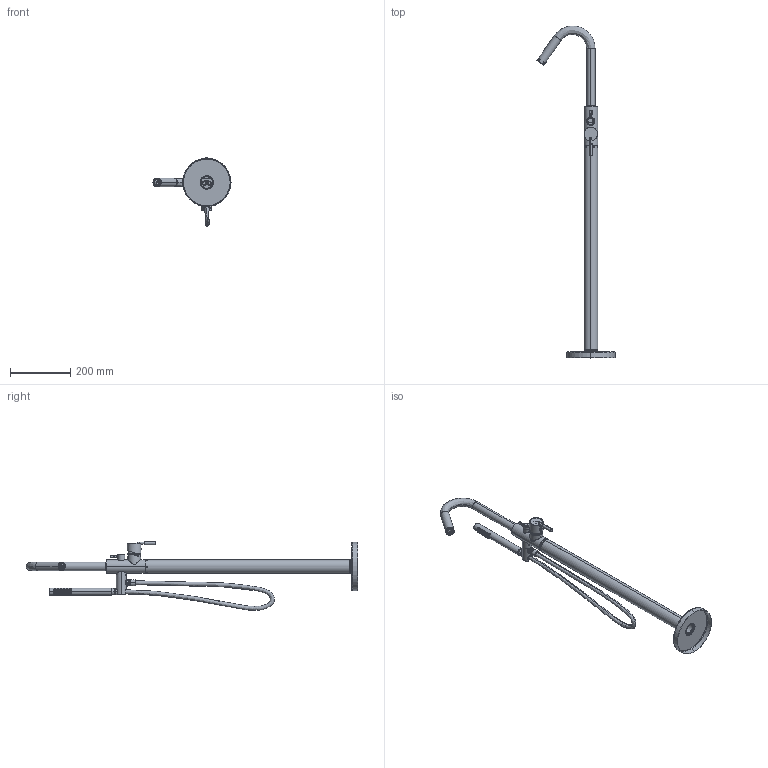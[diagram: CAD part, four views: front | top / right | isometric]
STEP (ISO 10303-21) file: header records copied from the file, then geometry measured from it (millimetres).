
FILE_DESCRIPTION (( 'STEP AP203' ), '1' );
FILE_NAME ('75CP03363.STEP', '2021-09-08T10:41:36', ( '' ), ( '' ), 'SwSTEP 2.0', 'SolidWorks 2021', '' );
FILE_SCHEMA (( 'CONFIG_CONTROL_DESIGN' ));
Length unit declared in the file: millimetre
Products named in the file (1): 75CP03363
Bounding box: 257.97 x 1097.6 x 227.18 mm (x, y, z)
Volume: 669324.2 mm3; surface area: 481197.8 mm2
Topology: 20 solids, 20 shells, 1270 faces, 3106 edges, 2024 vertices
Faces by surface type: cylinder 522, plane 365, cone 253, bspline 109, torus 13, sphere 8
Entity records: 72390 total; most frequent: CARTESIAN_POINT 44267, ORIENTED_EDGE 6186, DIRECTION 5342, EDGE_CURVE 3093, AXIS2_PLACEMENT_3D 2043, VERTEX_POINT 2023, EDGE_LOOP 1492, FACE_OUTER_BOUND 1270
